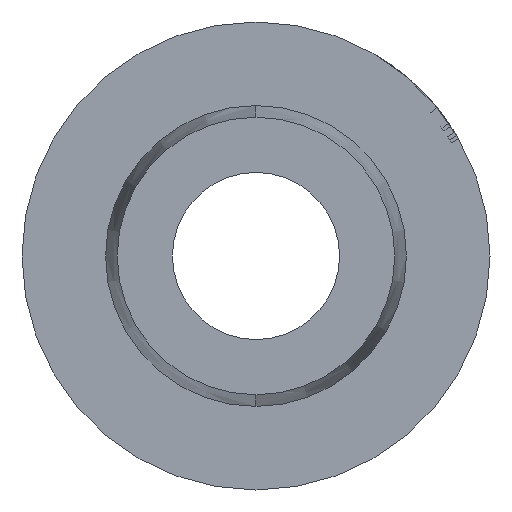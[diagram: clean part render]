
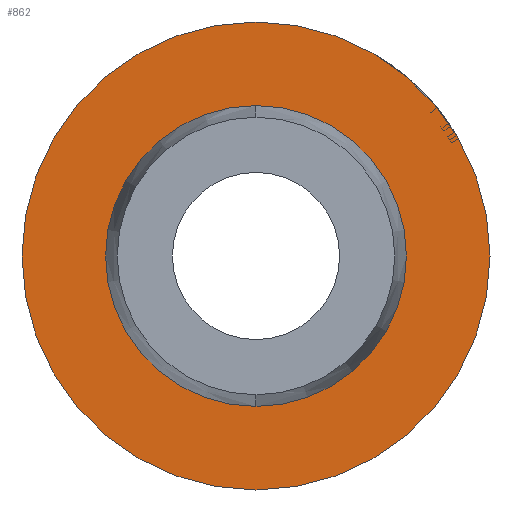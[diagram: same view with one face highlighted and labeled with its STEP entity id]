
A CAD part, left-side view. The second image highlights one B-rep face of the part: STEP entity #862.
In plain terms, the highlighted planar face has unit normal (-1, 0, 0).
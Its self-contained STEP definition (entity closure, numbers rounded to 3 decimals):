
#115 = CIRCLE ( 'NONE', #4157, 7. ) ;
#117 = ORIENTED_EDGE ( 'NONE', *, *, #3807, .T. ) ;
#213 = VERTEX_POINT ( 'NONE', #5932 ) ;
#382 = PLANE ( 'NONE',  #1389 ) ;
#635 = DIRECTION ( 'NONE',  ( 0., 0., 1. ) ) ;
#762 = DIRECTION ( 'NONE',  ( -1., 0., 0. ) ) ;
#862 = ADVANCED_FACE ( 'NONE', ( #4610, #5503 ), #382, .F. ) ;
#1258 = DIRECTION ( 'NONE',  ( 0., 0., 1. ) ) ;
#1297 = CIRCLE ( 'NONE', #3359, 4.5 ) ;
#1319 = EDGE_CURVE ( 'NONE', #5264, #2179, #2774, .T. ) ;
#1389 = AXIS2_PLACEMENT_3D ( 'NONE', #3742, #3247, #2263 ) ;
#1593 = CARTESIAN_POINT ( 'NONE',  ( 16., 0., 0. ) ) ;
#1719 = CARTESIAN_POINT ( 'NONE',  ( 16., 0., 0. ) ) ;
#2179 = VERTEX_POINT ( 'NONE', #3089 ) ;
#2182 = CIRCLE ( 'NONE', #4941, 4.5 ) ;
#2249 = CARTESIAN_POINT ( 'NONE',  ( 16., 0., -7. ) ) ;
#2263 = DIRECTION ( 'NONE',  ( 0., 0., -1. ) ) ;
#2392 = ORIENTED_EDGE ( 'NONE', *, *, #3806, .F. ) ;
#2511 = ORIENTED_EDGE ( 'NONE', *, *, #3159, .F. ) ;
#2619 = CARTESIAN_POINT ( 'NONE',  ( 16., 0., 0. ) ) ;
#2774 = CIRCLE ( 'NONE', #4144, 7. ) ;
#2785 = ORIENTED_EDGE ( 'NONE', *, *, #1319, .T. ) ;
#3080 = CARTESIAN_POINT ( 'NONE',  ( 16., 0., 4.5 ) ) ;
#3089 = CARTESIAN_POINT ( 'NONE',  ( 16., 0., 7. ) ) ;
#3159 = EDGE_CURVE ( 'NONE', #4120, #213, #1297, .T. ) ;
#3247 = DIRECTION ( 'NONE',  ( 1., 0., 0. ) ) ;
#3359 = AXIS2_PLACEMENT_3D ( 'NONE', #1593, #4399, #635 ) ;
#3537 = DIRECTION ( 'NONE',  ( 0., 0., 1. ) ) ;
#3628 = DIRECTION ( 'NONE',  ( -1., 0., 0. ) ) ;
#3742 = CARTESIAN_POINT ( 'NONE',  ( 16., 4.5, 0. ) ) ;
#3806 = EDGE_CURVE ( 'NONE', #213, #4120, #2182, .T. ) ;
#3807 = EDGE_CURVE ( 'NONE', #2179, #5264, #115, .T. ) ;
#4120 = VERTEX_POINT ( 'NONE', #3080 ) ;
#4144 = AXIS2_PLACEMENT_3D ( 'NONE', #4554, #5580, #5115 ) ;
#4157 = AXIS2_PLACEMENT_3D ( 'NONE', #1719, #3628, #1258 ) ;
#4399 = DIRECTION ( 'NONE',  ( -1., 0., 0. ) ) ;
#4554 = CARTESIAN_POINT ( 'NONE',  ( 16., 0., 0. ) ) ;
#4610 = FACE_BOUND ( 'NONE', #4665, .T. ) ;
#4665 = EDGE_LOOP ( 'NONE', ( #2511, #2392 ) ) ;
#4941 = AXIS2_PLACEMENT_3D ( 'NONE', #2619, #762, #3537 ) ;
#5115 = DIRECTION ( 'NONE',  ( 0., 0., 1. ) ) ;
#5264 = VERTEX_POINT ( 'NONE', #2249 ) ;
#5503 = FACE_OUTER_BOUND ( 'NONE', #5706, .T. ) ;
#5580 = DIRECTION ( 'NONE',  ( -1., 0., 0. ) ) ;
#5706 = EDGE_LOOP ( 'NONE', ( #117, #2785 ) ) ;
#5932 = CARTESIAN_POINT ( 'NONE',  ( 16., 0., -4.5 ) ) ;
